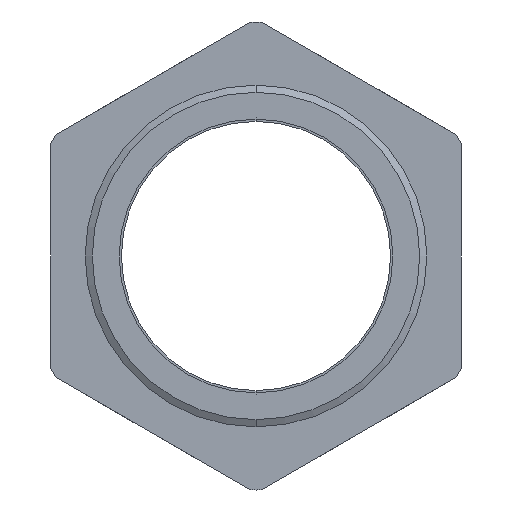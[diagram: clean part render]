
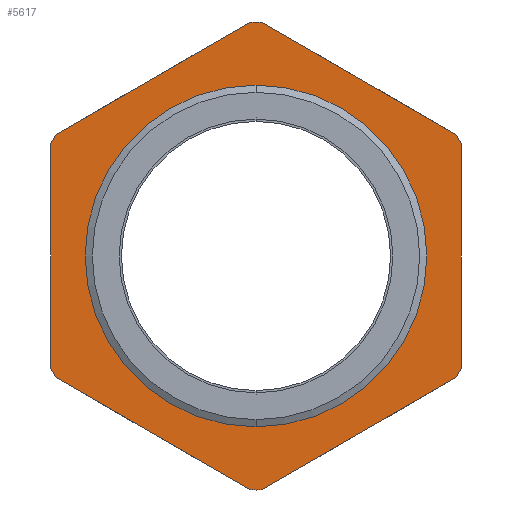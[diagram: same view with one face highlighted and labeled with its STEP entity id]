
A CAD part, front view. The second image highlights one B-rep face of the part: STEP entity #5617.
In plain terms, the highlighted planar face has unit normal (0, -1, 0).
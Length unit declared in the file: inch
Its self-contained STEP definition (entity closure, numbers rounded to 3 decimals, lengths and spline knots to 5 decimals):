
#164 = VERTEX_POINT ( 'NONE', #6880 ) ;
#228 = VERTEX_POINT ( 'NONE', #7034 ) ;
#338 = VERTEX_POINT ( 'NONE', #7215 ) ;
#339 = EDGE_CURVE ( 'NONE', #5746, #4922, #7214, .T. ) ;
#366 = EDGE_CURVE ( 'NONE', #500, #228, #7299, .T. ) ;
#483 = VERTEX_POINT ( 'NONE', #7521 ) ;
#490 = EDGE_CURVE ( 'NONE', #503, #483, #7514, .T. ) ;
#500 = VERTEX_POINT ( 'NONE', #7546 ) ;
#503 = VERTEX_POINT ( 'NONE', #7537 ) ;
#508 = VERTEX_POINT ( 'NONE', #7589 ) ;
#1194 = DIRECTION ( 'NONE',  ( 0., 0., -1. ) ) ;
#1195 = DIRECTION ( 'NONE',  ( 0., -1., 0. ) ) ;
#1196 = CARTESIAN_POINT ( 'NONE',  ( 0., 0.14755, 0. ) ) ;
#1197 = AXIS2_PLACEMENT_3D ( 'NONE', #1196, #1195, #1194 ) ;
#1198 = CIRCLE ( 'NONE', #1197, 0.315 ) ;
#1223 = DIRECTION ( 'NONE',  ( 0., 0., -1. ) ) ;
#1224 = DIRECTION ( 'NONE',  ( 0., -1., 0. ) ) ;
#1226 = AXIS2_PLACEMENT_3D ( 'NONE', #1228, #1224, #1223 ) ;
#1228 = CARTESIAN_POINT ( 'NONE',  ( 0.315, 0.14755, 0. ) ) ;
#1229 = PLANE ( 'NONE',  #1226 ) ;
#1230 = FACE_OUTER_BOUND ( 'NONE', #5552, .T. ) ;
#1231 = FACE_BOUND ( 'NONE', #5590, .T. ) ;
#1491 = CARTESIAN_POINT ( 'NONE',  ( -0.01026, 0.14755, -0.45018 ) ) ;
#1522 = CARTESIAN_POINT ( 'NONE',  ( 0., 0.14755, -0.4503 ) ) ;
#1548 = DIRECTION ( 'NONE',  ( 0., 0., -1. ) ) ;
#1549 = DIRECTION ( 'NONE',  ( 0., -1., 0. ) ) ;
#1550 = CARTESIAN_POINT ( 'NONE',  ( 0., 0.14755, 0. ) ) ;
#1551 = AXIS2_PLACEMENT_3D ( 'NONE', #1550, #1549, #1548 ) ;
#1552 = CIRCLE ( 'NONE', #1551, 0.4503 ) ;
#2225 = EDGE_CURVE ( 'NONE', #508, #338, #7791, .T. ) ;
#2226 = EDGE_CURVE ( 'NONE', #164, #4944, #7786, .T. ) ;
#2574 = LINE ( 'NONE', #2642, #2641 ) ;
#2640 = DIRECTION ( 'NONE',  ( -0.866, 0., 0.5 ) ) ;
#2641 = VECTOR ( 'NONE', #2640, 39.37008 ) ;
#2642 = CARTESIAN_POINT ( 'NONE',  ( 0.43375, 0.14755, 0.20568 ) ) ;
#3321 = DIRECTION ( 'NONE',  ( -0.866, 0., -0.5 ) ) ;
#3322 = VECTOR ( 'NONE', #3321, 39.37008 ) ;
#3329 = CARTESIAN_POINT ( 'NONE',  ( 0.03875, 0.14755, 0.47848 ) ) ;
#3330 = LINE ( 'NONE', #3329, #3322 ) ;
#3342 = DIRECTION ( 'NONE',  ( 0.866, 0., 0.5 ) ) ;
#3343 = VECTOR ( 'NONE', #3342, 39.37008 ) ;
#3344 = CARTESIAN_POINT ( 'NONE',  ( 0.43375, 0.14755, -0.20568 ) ) ;
#3345 = LINE ( 'NONE', #3344, #3343 ) ;
#3358 = DIRECTION ( 'NONE',  ( 0., 0., -1. ) ) ;
#3359 = VECTOR ( 'NONE', #3358, 39.37008 ) ;
#3360 = CARTESIAN_POINT ( 'NONE',  ( -0.395, 0.14755, 0. ) ) ;
#3361 = LINE ( 'NONE', #3360, #3359 ) ;
#3381 = DIRECTION ( 'NONE',  ( 0.866, 0., -0.5 ) ) ;
#3382 = VECTOR ( 'NONE', #3381, 39.37008 ) ;
#3390 = CARTESIAN_POINT ( 'NONE',  ( 0.03875, 0.14755, -0.47848 ) ) ;
#3392 = LINE ( 'NONE', #3390, #3382 ) ;
#3403 = DIRECTION ( 'NONE',  ( 0., 0., 1. ) ) ;
#3404 = VECTOR ( 'NONE', #3403, 39.37008 ) ;
#3412 = CARTESIAN_POINT ( 'NONE',  ( 0.395, 0.14755, 0. ) ) ;
#3413 = LINE ( 'NONE', #3412, #3404 ) ;
#3840 = VERTEX_POINT ( 'NONE', #7951 ) ;
#4905 = VERTEX_POINT ( 'NONE', #8044 ) ;
#4915 = EDGE_CURVE ( 'NONE', #3840, #4917, #8090, .T. ) ;
#4917 = VERTEX_POINT ( 'NONE', #8080 ) ;
#4922 = VERTEX_POINT ( 'NONE', #8129 ) ;
#4932 = VERTEX_POINT ( 'NONE', #8118 ) ;
#4934 = EDGE_CURVE ( 'NONE', #4905, #4932, #8109, .T. ) ;
#4944 = VERTEX_POINT ( 'NONE', #8161 ) ;
#5533 = ORIENTED_EDGE ( 'NONE', *, *, #6298, .T. ) ;
#5539 = ORIENTED_EDGE ( 'NONE', *, *, #4915, .T. ) ;
#5542 = ORIENTED_EDGE ( 'NONE', *, *, #8554, .T. ) ;
#5543 = ORIENTED_EDGE ( 'NONE', *, *, #4934, .T. ) ;
#5552 = EDGE_LOOP ( 'NONE', ( #5543, #5542, #5539, #5533, #5598, #5628, #5630, #5629, #5626, #5625, #5606, #5610, #5613 ) ) ;
#5555 = ORIENTED_EDGE ( 'NONE', *, *, #5601, .F. ) ;
#5557 = ORIENTED_EDGE ( 'NONE', *, *, #490, .F. ) ;
#5590 = EDGE_LOOP ( 'NONE', ( #5557, #5555 ) ) ;
#5598 = ORIENTED_EDGE ( 'NONE', *, *, #2225, .T. ) ;
#5601 = EDGE_CURVE ( 'NONE', #483, #503, #1198, .T. ) ;
#5606 = ORIENTED_EDGE ( 'NONE', *, *, #5765, .T. ) ;
#5610 = ORIENTED_EDGE ( 'NONE', *, *, #339, .T. ) ;
#5613 = ORIENTED_EDGE ( 'NONE', *, *, #8049, .T. ) ;
#5617 = ADVANCED_FACE ( 'NONE', ( #1231, #1230 ), #1229, .T. ) ;
#5625 = ORIENTED_EDGE ( 'NONE', *, *, #8417, .T. ) ;
#5626 = ORIENTED_EDGE ( 'NONE', *, *, #2226, .T. ) ;
#5628 = ORIENTED_EDGE ( 'NONE', *, *, #7389, .T. ) ;
#5629 = ORIENTED_EDGE ( 'NONE', *, *, #7803, .T. ) ;
#5630 = ORIENTED_EDGE ( 'NONE', *, *, #366, .T. ) ;
#5746 = VERTEX_POINT ( 'NONE', #1522 ) ;
#5763 = VERTEX_POINT ( 'NONE', #1491 ) ;
#5765 = EDGE_CURVE ( 'NONE', #5763, #5746, #1552, .T. ) ;
#6298 = EDGE_CURVE ( 'NONE', #4917, #508, #2574, .T. ) ;
#6880 = CARTESIAN_POINT ( 'NONE',  ( -0.395, 0.14755, -0.21621 ) ) ;
#7034 = CARTESIAN_POINT ( 'NONE',  ( -0.395, 0.14755, 0.21621 ) ) ;
#7210 = DIRECTION ( 'NONE',  ( 0., 0., -1. ) ) ;
#7211 = DIRECTION ( 'NONE',  ( 0., -1., 0. ) ) ;
#7212 = CARTESIAN_POINT ( 'NONE',  ( 0., 0.14755, 0. ) ) ;
#7213 = AXIS2_PLACEMENT_3D ( 'NONE', #7212, #7211, #7210 ) ;
#7214 = CIRCLE ( 'NONE', #7213, 0.4503 ) ;
#7215 = CARTESIAN_POINT ( 'NONE',  ( -0.01026, 0.14755, 0.45018 ) ) ;
#7294 = DIRECTION ( 'NONE',  ( 0., 0., -1. ) ) ;
#7295 = DIRECTION ( 'NONE',  ( 0., -1., 0. ) ) ;
#7296 = CARTESIAN_POINT ( 'NONE',  ( 0., 0.14755, 0. ) ) ;
#7297 = AXIS2_PLACEMENT_3D ( 'NONE', #7296, #7295, #7294 ) ;
#7299 = CIRCLE ( 'NONE', #7297, 0.4503 ) ;
#7389 = EDGE_CURVE ( 'NONE', #338, #500, #3330, .T. ) ;
#7510 = DIRECTION ( 'NONE',  ( 0., 0., -1. ) ) ;
#7511 = DIRECTION ( 'NONE',  ( 0., -1., 0. ) ) ;
#7512 = CARTESIAN_POINT ( 'NONE',  ( 0., 0.14755, 0. ) ) ;
#7513 = AXIS2_PLACEMENT_3D ( 'NONE', #7512, #7511, #7510 ) ;
#7514 = CIRCLE ( 'NONE', #7513, 0.315 ) ;
#7521 = CARTESIAN_POINT ( 'NONE',  ( 0., 0.14755, 0.315 ) ) ;
#7537 = CARTESIAN_POINT ( 'NONE',  ( 0., 0.14755, -0.315 ) ) ;
#7546 = CARTESIAN_POINT ( 'NONE',  ( -0.38474, 0.14755, 0.23398 ) ) ;
#7589 = CARTESIAN_POINT ( 'NONE',  ( 0.01026, 0.14755, 0.45018 ) ) ;
#7782 = DIRECTION ( 'NONE',  ( 0., 0., -1. ) ) ;
#7783 = DIRECTION ( 'NONE',  ( 0., -1., 0. ) ) ;
#7784 = CARTESIAN_POINT ( 'NONE',  ( 0., 0.14755, 0. ) ) ;
#7785 = AXIS2_PLACEMENT_3D ( 'NONE', #7784, #7783, #7782 ) ;
#7786 = CIRCLE ( 'NONE', #7785, 0.4503 ) ;
#7787 = DIRECTION ( 'NONE',  ( 0., 0., -1. ) ) ;
#7788 = DIRECTION ( 'NONE',  ( 0., -1., 0. ) ) ;
#7789 = CARTESIAN_POINT ( 'NONE',  ( 0., 0.14755, 0. ) ) ;
#7790 = AXIS2_PLACEMENT_3D ( 'NONE', #7789, #7788, #7787 ) ;
#7791 = CIRCLE ( 'NONE', #7790, 0.4503 ) ;
#7803 = EDGE_CURVE ( 'NONE', #228, #164, #3361, .T. ) ;
#7951 = CARTESIAN_POINT ( 'NONE',  ( 0.395, 0.14755, 0.21621 ) ) ;
#8044 = CARTESIAN_POINT ( 'NONE',  ( 0.38474, 0.14755, -0.23398 ) ) ;
#8049 = EDGE_CURVE ( 'NONE', #4922, #4905, #3345, .T. ) ;
#8080 = CARTESIAN_POINT ( 'NONE',  ( 0.38474, 0.14755, 0.23398 ) ) ;
#8081 = DIRECTION ( 'NONE',  ( 0., 0., -1. ) ) ;
#8082 = DIRECTION ( 'NONE',  ( 0., -1., 0. ) ) ;
#8083 = CARTESIAN_POINT ( 'NONE',  ( 0., 0.14755, 0. ) ) ;
#8084 = AXIS2_PLACEMENT_3D ( 'NONE', #8083, #8082, #8081 ) ;
#8090 = CIRCLE ( 'NONE', #8084, 0.4503 ) ;
#8104 = DIRECTION ( 'NONE',  ( 0., 0., -1. ) ) ;
#8105 = DIRECTION ( 'NONE',  ( 0., -1., 0. ) ) ;
#8106 = CARTESIAN_POINT ( 'NONE',  ( 0., 0.14755, 0. ) ) ;
#8107 = AXIS2_PLACEMENT_3D ( 'NONE', #8106, #8105, #8104 ) ;
#8109 = CIRCLE ( 'NONE', #8107, 0.4503 ) ;
#8118 = CARTESIAN_POINT ( 'NONE',  ( 0.395, 0.14755, -0.21621 ) ) ;
#8129 = CARTESIAN_POINT ( 'NONE',  ( 0.01026, 0.14755, -0.45018 ) ) ;
#8161 = CARTESIAN_POINT ( 'NONE',  ( -0.38474, 0.14755, -0.23398 ) ) ;
#8417 = EDGE_CURVE ( 'NONE', #4944, #5763, #3392, .T. ) ;
#8554 = EDGE_CURVE ( 'NONE', #4932, #3840, #3413, .T. ) ;
